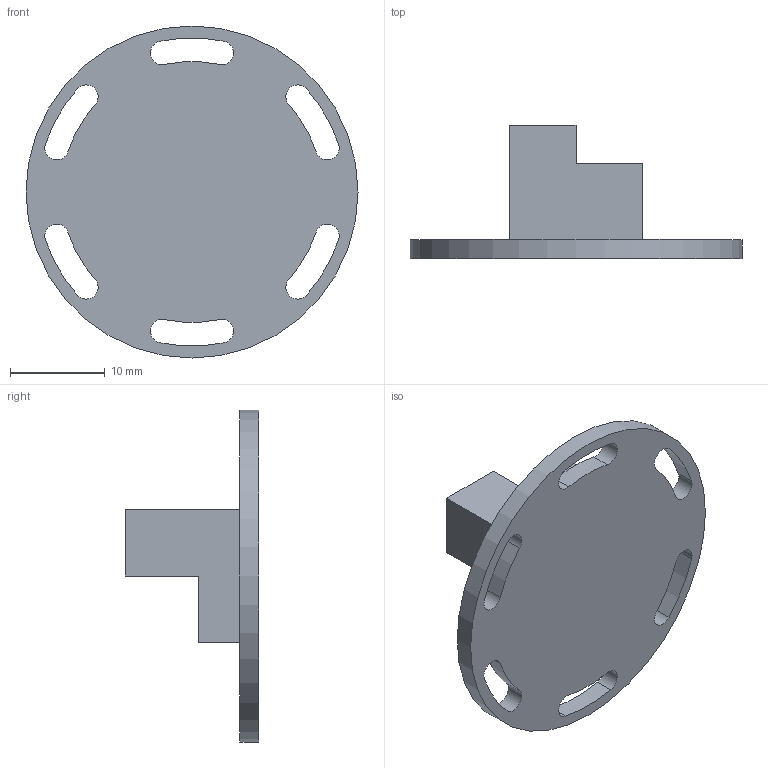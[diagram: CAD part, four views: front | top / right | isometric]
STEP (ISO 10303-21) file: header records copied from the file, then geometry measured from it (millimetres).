
FILE_DESCRIPTION(/* description */ (''),/* implementation_level */ '2;1');
FILE_NAME(/* name */ 'Mirror holder for VC v4.step',/* time_stamp */ '2018-02-27T12:00:55-05:00',/* author */ ('weisenburger'),/* organization */ (''),/* preprocessor_version */ 'ST-DEVELOPER v16.13',/* originating_system */ 'Autodesk Translation Framework v6.5.0.72',/* authorisation */ '');
FILE_SCHEMA (('AUTOMOTIVE_DESIGN { 1 0 10303 214 3 1 1 }'));
Length unit declared in the file: millimetre
Products named in the file (2): Mirror holder for VC; Mirror holder for VC_1
Assembly tree (1 placements, depth 2):
  Mirror holder for VC
    Mirror holder for VC_1
Bounding box: 35 x 14.08 x 35 mm (x, y, z)
Volume: 2792.8 mm3; surface area: 2715.6 mm2
Topology: 1 solids, 1 shells, 61 faces, 174 edges, 116 vertices
Faces by surface type: cylinder 34, plane 27
Full cylindrical faces by diameter (mm): 2 x1, 35 x1
Entity records: 2097 total; most frequent: DIRECTION 374, CARTESIAN_POINT 354, ORIENTED_EDGE 348, EDGE_CURVE 174, AXIS2_PLACEMENT_3D 136, VERTEX_POINT 116, LINE 102, VECTOR 102
